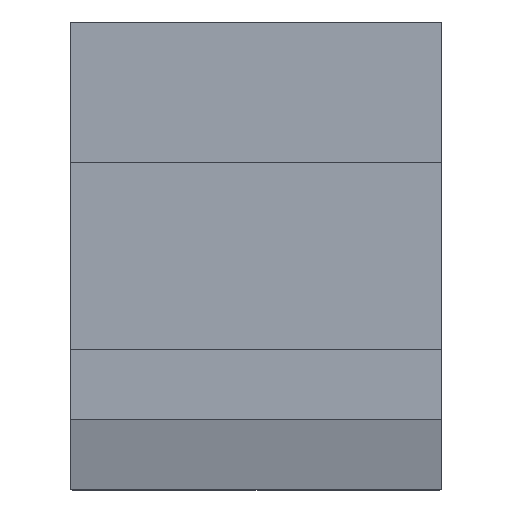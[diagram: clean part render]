
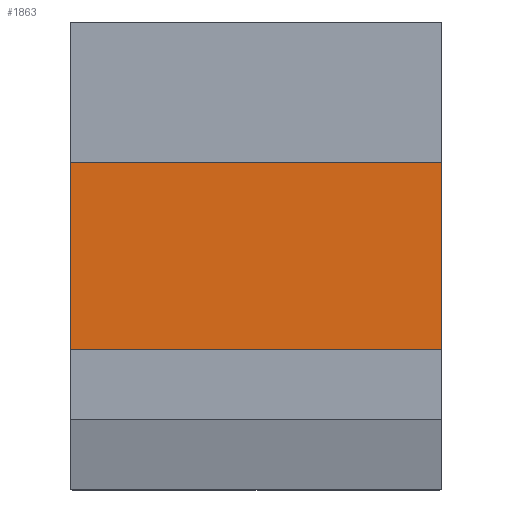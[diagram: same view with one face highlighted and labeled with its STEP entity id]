
A CAD part, front view. The second image highlights one B-rep face of the part: STEP entity #1863.
In plain terms, the highlighted planar face has unit normal (0, -1, 0).
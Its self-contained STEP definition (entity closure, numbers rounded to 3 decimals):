
#35 = CARTESIAN_POINT ( 'NONE',  ( -42.946, 1.958, 72. ) ) ;
#158 = ORIENTED_EDGE ( 'NONE', *, *, #2657, .T. ) ;
#172 = EDGE_CURVE ( 'NONE', #3440, #3367, #2037, .T. ) ;
#297 = PLANE ( 'NONE',  #6245 ) ;
#473 = CARTESIAN_POINT ( 'NONE',  ( -42.946, 1.958, 108. ) ) ;
#687 = DIRECTION ( 'NONE',  ( 0., 0., -1. ) ) ;
#723 = ORIENTED_EDGE ( 'NONE', *, *, #4518, .T. ) ;
#1117 = EDGE_LOOP ( 'NONE', ( #2780, #6150, #158, #723 ) ) ;
#1698 = FACE_OUTER_BOUND ( 'NONE', #1117, .T. ) ;
#1863 = ADVANCED_FACE ( 'NONE', ( #1698 ), #297, .T. ) ;
#2037 = LINE ( 'NONE', #473, #4283 ) ;
#2233 = VERTEX_POINT ( 'NONE', #5320 ) ;
#2235 = DIRECTION ( 'NONE',  ( 0., 0., -1. ) ) ;
#2657 = EDGE_CURVE ( 'NONE', #3440, #2233, #4843, .T. ) ;
#2780 = ORIENTED_EDGE ( 'NONE', *, *, #3773, .F. ) ;
#3031 = CARTESIAN_POINT ( 'NONE',  ( 28.554, 1.958, 72. ) ) ;
#3267 = DIRECTION ( 'NONE',  ( 0., 0., -1. ) ) ;
#3367 = VERTEX_POINT ( 'NONE', #4252 ) ;
#3440 = VERTEX_POINT ( 'NONE', #3841 ) ;
#3773 = EDGE_CURVE ( 'NONE', #3367, #6363, #5275, .T. ) ;
#3841 = CARTESIAN_POINT ( 'NONE',  ( -42.946, 1.958, 108. ) ) ;
#4252 = CARTESIAN_POINT ( 'NONE',  ( 28.554, 1.958, 108. ) ) ;
#4283 = VECTOR ( 'NONE', #5063, 1000. ) ;
#4344 = CARTESIAN_POINT ( 'NONE',  ( -42.946, 1.958, 72. ) ) ;
#4518 = EDGE_CURVE ( 'NONE', #2233, #6363, #4665, .T. ) ;
#4665 = LINE ( 'NONE', #35, #6291 ) ;
#4779 = CARTESIAN_POINT ( 'NONE',  ( 28.554, 1.958, 72. ) ) ;
#4826 = DIRECTION ( 'NONE',  ( 0., -1., 0. ) ) ;
#4843 = LINE ( 'NONE', #4344, #5058 ) ;
#5058 = VECTOR ( 'NONE', #3267, 1000. ) ;
#5063 = DIRECTION ( 'NONE',  ( 1., 0., 0. ) ) ;
#5275 = LINE ( 'NONE', #4779, #6128 ) ;
#5320 = CARTESIAN_POINT ( 'NONE',  ( -42.946, 1.958, 72. ) ) ;
#5838 = CARTESIAN_POINT ( 'NONE',  ( -42.946, 1.958, 72. ) ) ;
#6128 = VECTOR ( 'NONE', #687, 1000. ) ;
#6150 = ORIENTED_EDGE ( 'NONE', *, *, #172, .F. ) ;
#6245 = AXIS2_PLACEMENT_3D ( 'NONE', #5838, #4826, #2235 ) ;
#6291 = VECTOR ( 'NONE', #6632, 1000. ) ;
#6363 = VERTEX_POINT ( 'NONE', #3031 ) ;
#6632 = DIRECTION ( 'NONE',  ( 1., 0., 0. ) ) ;
